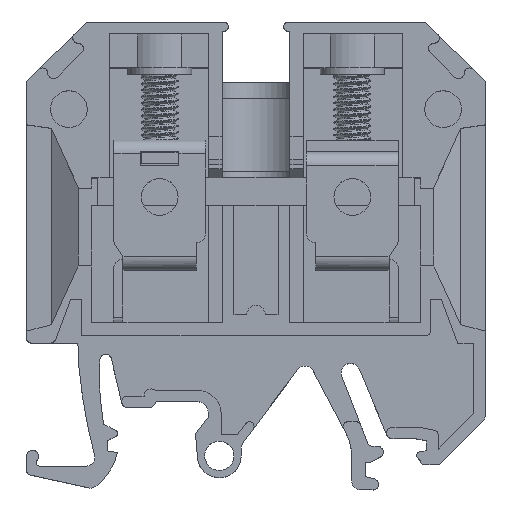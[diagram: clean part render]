
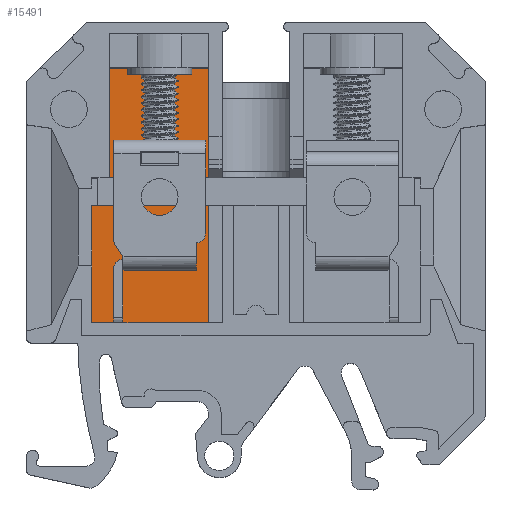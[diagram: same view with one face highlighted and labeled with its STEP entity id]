
A CAD part, top view. The second image highlights one B-rep face of the part: STEP entity #15491.
In plain terms, the highlighted planar face has unit normal (0, 0, 1).
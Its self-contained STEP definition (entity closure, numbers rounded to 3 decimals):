
#611 = LINE ( 'NONE', #23711, #27047 ) ;
#728 = VERTEX_POINT ( 'NONE', #17023 ) ;
#790 = CARTESIAN_POINT ( 'NONE',  ( -16., -20., 1. ) ) ;
#2134 = CARTESIAN_POINT ( 'NONE',  ( -17.9, -20., 1. ) ) ;
#2316 = CARTESIAN_POINT ( 'NONE',  ( -5.15, -32.8, 1. ) ) ;
#3274 = DIRECTION ( 'NONE',  ( 0., -1., 0. ) ) ;
#3361 = DIRECTION ( 'NONE',  ( -1., 0., 0. ) ) ;
#3814 = VECTOR ( 'NONE', #3361, 1000. ) ;
#4496 = ORIENTED_EDGE ( 'NONE', *, *, #22833, .T. ) ;
#5089 = PLANE ( 'NONE',  #15566 ) ;
#6651 = ORIENTED_EDGE ( 'NONE', *, *, #15955, .T. ) ;
#7097 = EDGE_CURVE ( 'NONE', #32083, #20508, #12697, .T. ) ;
#8381 = DIRECTION ( 'NONE',  ( 0., 1., 0. ) ) ;
#9451 = ORIENTED_EDGE ( 'NONE', *, *, #30814, .T. ) ;
#10403 = CARTESIAN_POINT ( 'NONE',  ( -5.15, -5., 1. ) ) ;
#10627 = LINE ( 'NONE', #790, #3814 ) ;
#10828 = EDGE_CURVE ( 'NONE', #20508, #24024, #10627, .T. ) ;
#10982 = CARTESIAN_POINT ( 'NONE',  ( -16., -5., 1. ) ) ;
#11815 = CARTESIAN_POINT ( 'NONE',  ( -17., -19., 1. ) ) ;
#12637 = CARTESIAN_POINT ( 'NONE',  ( -5.15, -5., 1. ) ) ;
#12697 = CIRCLE ( 'NONE', #14494, 1. ) ;
#13203 = CARTESIAN_POINT ( 'NONE',  ( -16., -5., 1. ) ) ;
#13777 = VECTOR ( 'NONE', #28306, 1000. ) ;
#14494 = AXIS2_PLACEMENT_3D ( 'NONE', #11815, #32337, #17000 ) ;
#14517 = DIRECTION ( 'NONE',  ( 1., 0., 0. ) ) ;
#14894 = DIRECTION ( 'NONE',  ( 0., -1., 0. ) ) ;
#15260 = CARTESIAN_POINT ( 'NONE',  ( 0., 0., 1. ) ) ;
#15491 = ADVANCED_FACE ( 'NONE', ( #17641 ), #5089, .T. ) ;
#15566 = AXIS2_PLACEMENT_3D ( 'NONE', #15260, #18091, #30730 ) ;
#15955 = EDGE_CURVE ( 'NONE', #24024, #728, #18787, .T. ) ;
#16700 = CARTESIAN_POINT ( 'NONE',  ( -17., -20., 1. ) ) ;
#17000 = DIRECTION ( 'NONE',  ( 1., 0., 0. ) ) ;
#17023 = CARTESIAN_POINT ( 'NONE',  ( -17.9, -32.8, 1. ) ) ;
#17529 = VERTEX_POINT ( 'NONE', #2316 ) ;
#17641 = FACE_OUTER_BOUND ( 'NONE', #19557, .T. ) ;
#18091 = DIRECTION ( 'NONE',  ( 0., 0., 1. ) ) ;
#18298 = ORIENTED_EDGE ( 'NONE', *, *, #10828, .T. ) ;
#18787 = LINE ( 'NONE', #2134, #21149 ) ;
#19557 = EDGE_LOOP ( 'NONE', ( #21717, #9451, #4496, #23052, #32752, #18298, #6651 ) ) ;
#20508 = VERTEX_POINT ( 'NONE', #16700 ) ;
#21149 = VECTOR ( 'NONE', #14894, 1000. ) ;
#21589 = CARTESIAN_POINT ( 'NONE',  ( -17.9, -20., 1. ) ) ;
#21613 = VERTEX_POINT ( 'NONE', #12637 ) ;
#21717 = ORIENTED_EDGE ( 'NONE', *, *, #32438, .T. ) ;
#22207 = CARTESIAN_POINT ( 'NONE',  ( -17.9, -32.8, 1. ) ) ;
#22833 = EDGE_CURVE ( 'NONE', #21613, #29331, #23363, .T. ) ;
#23052 = ORIENTED_EDGE ( 'NONE', *, *, #31234, .T. ) ;
#23363 = LINE ( 'NONE', #10403, #13777 ) ;
#23669 = VECTOR ( 'NONE', #14517, 1000. ) ;
#23711 = CARTESIAN_POINT ( 'NONE',  ( -5.15, -32.8, 1. ) ) ;
#24024 = VERTEX_POINT ( 'NONE', #21589 ) ;
#24191 = VECTOR ( 'NONE', #3274, 1000. ) ;
#25303 = CARTESIAN_POINT ( 'NONE',  ( -16., -19., 1. ) ) ;
#27047 = VECTOR ( 'NONE', #8381, 1000. ) ;
#28306 = DIRECTION ( 'NONE',  ( -1., 0., 0. ) ) ;
#29331 = VERTEX_POINT ( 'NONE', #13203 ) ;
#29680 = LINE ( 'NONE', #22207, #23669 ) ;
#30730 = DIRECTION ( 'NONE',  ( 1., 0., 0. ) ) ;
#30814 = EDGE_CURVE ( 'NONE', #17529, #21613, #611, .T. ) ;
#31003 = LINE ( 'NONE', #10982, #24191 ) ;
#31234 = EDGE_CURVE ( 'NONE', #29331, #32083, #31003, .T. ) ;
#32083 = VERTEX_POINT ( 'NONE', #25303 ) ;
#32337 = DIRECTION ( 'NONE',  ( 0., 0., -1. ) ) ;
#32438 = EDGE_CURVE ( 'NONE', #728, #17529, #29680, .T. ) ;
#32752 = ORIENTED_EDGE ( 'NONE', *, *, #7097, .T. ) ;
